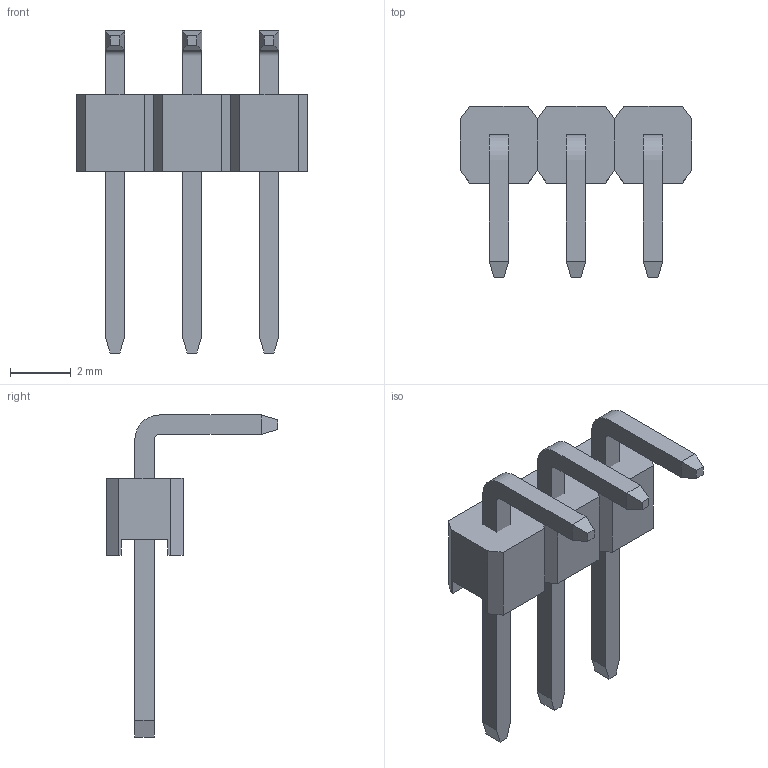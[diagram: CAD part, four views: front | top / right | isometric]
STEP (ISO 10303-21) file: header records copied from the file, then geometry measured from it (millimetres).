
FILE_DESCRIPTION (( 'STEP AP214' ), '1' );
FILE_NAME ('hdr3a.STEP', '2018-05-20T08:48:40', ( '' ), ( '' ), 'SwSTEP 2.0', 'SolidWorks 2016', '' );
FILE_SCHEMA (( 'AUTOMOTIVE_DESIGN' ));
Length unit declared in the file: millimetre
Products named in the file (4): pin3; pin.4; pin.2; hdr3a
Assembly tree (5 placements, depth 3):
  hdr3a
    pin3  x3
      pin.4
      pin.2
Bounding box: 7.62 x 5.67 x 10.62 mm (x, y, z)
Volume: 58.7 mm3; surface area: 222.2 mm2
Topology: 6 solids, 6 shells, 78 faces, 210 edges, 144 vertices
Faces by surface type: plane 72, bspline 6
Entity records: 1108 total; most frequent: CARTESIAN_POINT 313, ORIENTED_EDGE 140, DIRECTION 136, EDGE_CURVE 70, LINE 62, VECTOR 62, VERTEX_POINT 48, AXIS2_PLACEMENT_3D 37
